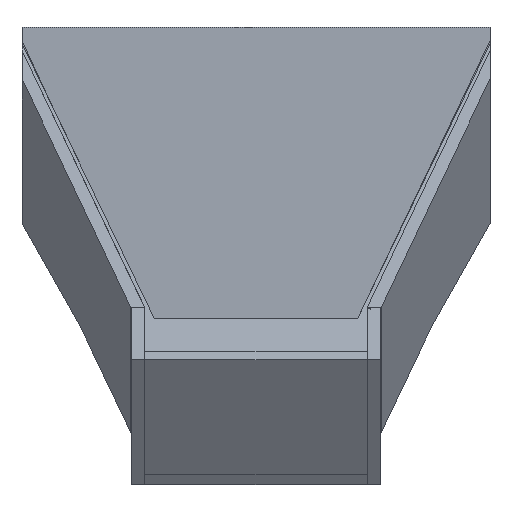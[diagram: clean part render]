
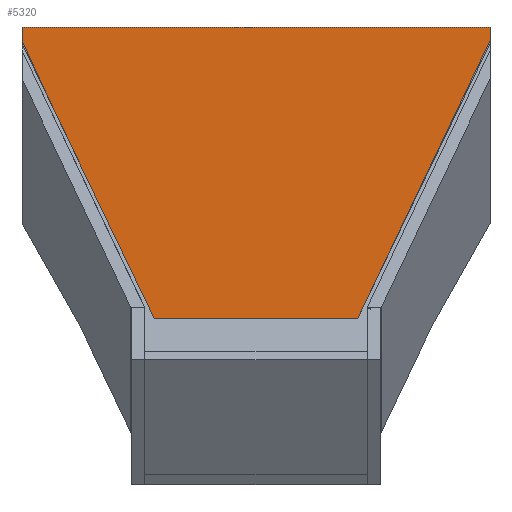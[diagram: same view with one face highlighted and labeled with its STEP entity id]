
A CAD part, front view. The second image highlights one B-rep face of the part: STEP entity #5320.
In plain terms, the highlighted planar face has unit normal (0, -1, 0).
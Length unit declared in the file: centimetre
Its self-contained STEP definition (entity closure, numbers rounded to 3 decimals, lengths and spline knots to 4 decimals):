
#376=ORIENTED_EDGE('',*,*,#1715,.F.);
#377=ORIENTED_EDGE('',*,*,#1718,.T.);
#378=ORIENTED_EDGE('',*,*,#1719,.F.);
#379=ORIENTED_EDGE('',*,*,#1720,.F.);
#380=ORIENTED_EDGE('',*,*,#1721,.T.);
#381=ORIENTED_EDGE('',*,*,#1722,.T.);
#382=ORIENTED_EDGE('',*,*,#1723,.F.);
#1715=EDGE_CURVE('',#2399,#2401,#2911,.T.);
#1718=EDGE_CURVE('',#2399,#2403,#2914,.T.);
#1719=EDGE_CURVE('',#2404,#2403,#2915,.T.);
#1720=EDGE_CURVE('',#2405,#2404,#2916,.T.);
#1721=EDGE_CURVE('',#2405,#2406,#2917,.T.);
#1722=EDGE_CURVE('',#2406,#2407,#2918,.T.);
#1723=EDGE_CURVE('',#2401,#2407,#2919,.T.);
#2399=VERTEX_POINT('',#8372);
#2401=VERTEX_POINT('',#8375);
#2403=VERTEX_POINT('',#8381);
#2404=VERTEX_POINT('',#8383);
#2405=VERTEX_POINT('',#8385);
#2406=VERTEX_POINT('',#8387);
#2407=VERTEX_POINT('',#8389);
#2911=LINE('',#8374,#3599);
#2914=LINE('',#8380,#3602);
#2915=LINE('',#8382,#3603);
#2916=LINE('',#8384,#3604);
#2917=LINE('',#8386,#3605);
#2918=LINE('',#8388,#3606);
#2919=LINE('',#8390,#3607);
#3599=VECTOR('',#6822,100.);
#3602=VECTOR('',#6827,100.);
#3603=VECTOR('',#6828,100.);
#3604=VECTOR('',#6829,100.);
#3605=VECTOR('',#6830,100.);
#3606=VECTOR('',#6831,100.);
#3607=VECTOR('',#6832,100.);
#4243=EDGE_LOOP('',(#376,#377,#378,#379,#380,#381,#382));
#4619=FACE_BOUND('',#4243,.T.);
#4995=PLANE('',#6262);
#5320=ADVANCED_FACE('',(#4619),#4995,.T.);
#6262=AXIS2_PLACEMENT_3D('',#8379,#6825,#6826);
#6822=DIRECTION('',(-1.,0.,0.));
#6825=DIRECTION('',(0.,-1.,0.));
#6826=DIRECTION('',(0.,0.,-1.));
#6827=DIRECTION('',(0.43,0.,0.903));
#6828=DIRECTION('',(0.,0.,-1.));
#6829=DIRECTION('',(1.,0.,0.));
#6830=DIRECTION('',(0.,0.,-1.));
#6831=DIRECTION('',(0.416,0.,-0.909));
#6832=DIRECTION('',(-0.433,0.,0.901));
#8372=CARTESIAN_POINT('',(22.083,-1.5,-1.5));
#8374=CARTESIAN_POINT('',(0.,-1.5,-1.5));
#8375=CARTESIAN_POINT('',(-0.943,-1.5,-1.5));
#8379=CARTESIAN_POINT('',(0.,-1.5,0.));
#8380=CARTESIAN_POINT('',(18.5888,-1.5,-8.8441));
#8381=CARTESIAN_POINT('',(37.07,-1.5,30.));
#8382=CARTESIAN_POINT('',(37.07,-1.5,30.75));
#8383=CARTESIAN_POINT('',(37.07,-1.5,31.5));
#8384=CARTESIAN_POINT('',(0.,-1.5,31.5));
#8385=CARTESIAN_POINT('',(-15.93,-1.5,31.5));
#8386=CARTESIAN_POINT('',(-15.93,-1.5,30.75));
#8387=CARTESIAN_POINT('',(-15.93,-1.5,30.));
#8388=CARTESIAN_POINT('',(-8.715,-1.5,14.25));
#8389=CARTESIAN_POINT('',(-12.64,-1.5,22.8181));
#8390=CARTESIAN_POINT('',(-1.3518,-1.5,-0.6502));
